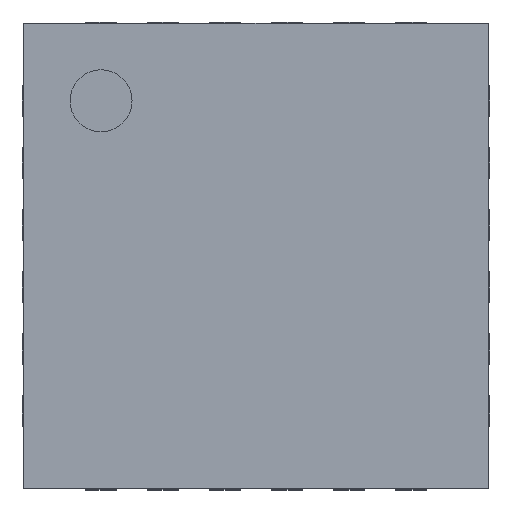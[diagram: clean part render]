
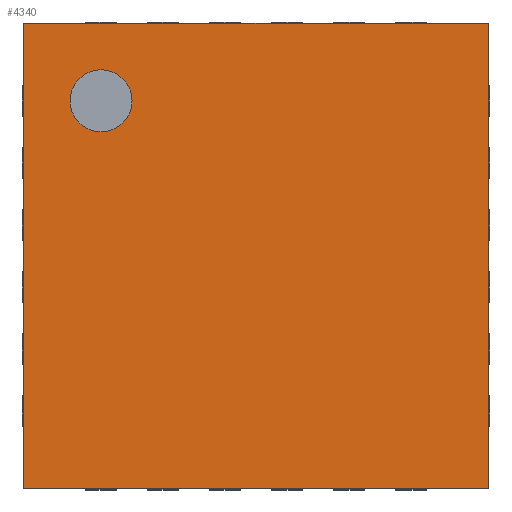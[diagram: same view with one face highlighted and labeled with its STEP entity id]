
A CAD part, top view. The second image highlights one B-rep face of the part: STEP entity #4340.
In plain terms, the highlighted planar face has unit normal (0, 0, 1).
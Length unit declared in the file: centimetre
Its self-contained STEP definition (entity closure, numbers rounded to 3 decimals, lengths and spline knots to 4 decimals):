
#17=LINE('',#6154,#559);
#18=LINE('',#6156,#560);
#19=LINE('',#6158,#561);
#20=LINE('',#6159,#562);
#559=VECTOR('',#4921,100.);
#560=VECTOR('',#4922,100.);
#561=VECTOR('',#4923,100.);
#562=VECTOR('',#4924,100.);
#1101=PLANE('',#4569);
#1267=FACE_BOUND('',#1497,.T.);
#1270=FACE_OUTER_BOUND('',#1496,.T.);
#1496=EDGE_LOOP('',(#2948,#2949,#2950,#2951));
#1497=EDGE_LOOP('',(#2952));
#1723=CIRCLE('',#4568,0.02);
#1843=VERTEX_POINT('',#6149);
#1844=VERTEX_POINT('',#6152);
#1845=VERTEX_POINT('',#6153);
#1846=VERTEX_POINT('',#6155);
#1847=VERTEX_POINT('',#6157);
#2285=EDGE_CURVE('',#1843,#1843,#1723,.T.);
#2286=EDGE_CURVE('',#1844,#1845,#17,.T.);
#2287=EDGE_CURVE('',#1845,#1846,#18,.T.);
#2288=EDGE_CURVE('',#1846,#1847,#19,.T.);
#2289=EDGE_CURVE('',#1847,#1844,#20,.T.);
#2948=ORIENTED_EDGE('',*,*,#2286,.T.);
#2949=ORIENTED_EDGE('',*,*,#2287,.T.);
#2950=ORIENTED_EDGE('',*,*,#2288,.T.);
#2951=ORIENTED_EDGE('',*,*,#2289,.T.);
#2952=ORIENTED_EDGE('',*,*,#2285,.T.);
#4340=ADVANCED_FACE('',(#1270,#1267),#1101,.T.);
#4568=AXIS2_PLACEMENT_3D('',#6150,#4917,#4918);
#4569=AXIS2_PLACEMENT_3D('',#6151,#4919,#4920);
#4917=DIRECTION('center_axis',(0.,0.,
-1.));
#4918=DIRECTION('ref_axis',(0.,1.,0.));
#4919=DIRECTION('center_axis',(0.,0.,
1.));
#4920=DIRECTION('ref_axis',(0.,1.,0.));
#4921=DIRECTION('',(-1.,0.,0.));
#4922=DIRECTION('',(0.,-1.,0.));
#4923=DIRECTION('',(1.,0.,0.));
#4924=DIRECTION('',(0.,1.,0.));
#6149=CARTESIAN_POINT('',(-0.1,0.12,0.105));
#6150=CARTESIAN_POINT('Origin',(-0.1,0.1,0.105));
#6151=CARTESIAN_POINT('Origin',(0.,0.,
0.105));
#6152=CARTESIAN_POINT('',(0.15,0.15,0.105));
#6153=CARTESIAN_POINT('',(-0.15,0.15,0.105));
#6154=CARTESIAN_POINT('',(0.,0.15,0.105));
#6155=CARTESIAN_POINT('',(-0.15,-0.15,0.105));
#6156=CARTESIAN_POINT('',(-0.15,0.,0.105));
#6157=CARTESIAN_POINT('',(0.15,-0.15,0.105));
#6158=CARTESIAN_POINT('',(0.,-0.15,0.105));
#6159=CARTESIAN_POINT('',(0.15,0.,0.105));
